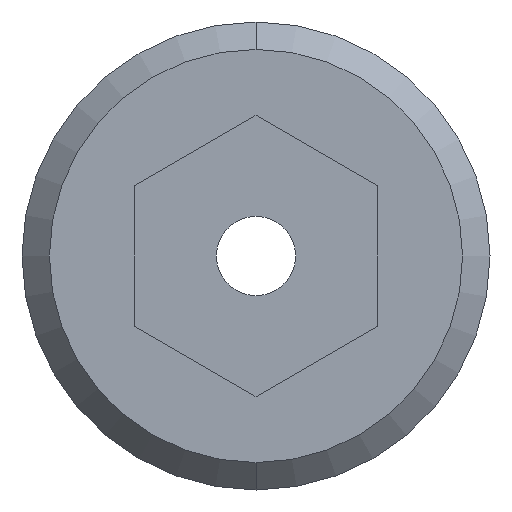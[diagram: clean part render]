
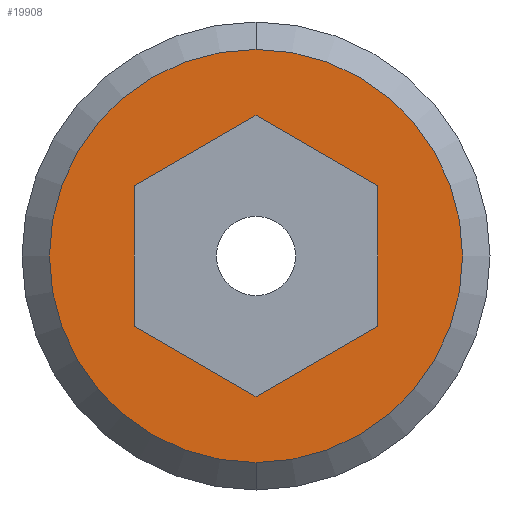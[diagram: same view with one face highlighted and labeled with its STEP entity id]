
A CAD part, left-side view. The second image highlights one B-rep face of the part: STEP entity #19908.
In plain terms, the highlighted planar face has unit normal (-1, 0, 0).
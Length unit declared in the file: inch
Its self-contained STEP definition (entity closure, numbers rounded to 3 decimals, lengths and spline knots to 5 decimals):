
#9122=CARTESIAN_POINT('',(-0.188,0.,0.));
#9123=DIRECTION('',(-1.,0.,0.));
#9124=DIRECTION('',(0.,1.,0.));
#9125=AXIS2_PLACEMENT_3D('',#9122,#9123,#9124);
#9140=DIRECTION('',(0.,0.5,0.866));
#9141=VECTOR('',#9140,0.09238);
#9142=CARTESIAN_POINT('',(-0.188,0.04619,-0.08));
#9143=LINE('',#9142,#9141);
#9144=DIRECTION('',(0.,1.,0.));
#9145=VECTOR('',#9144,0.09238);
#9146=CARTESIAN_POINT('',(-0.188,-0.04619,-0.08));
#9147=LINE('',#9146,#9145);
#9148=DIRECTION('',(0.,0.5,-0.866));
#9149=VECTOR('',#9148,0.09238);
#9150=CARTESIAN_POINT('',(-0.188,-0.09238,0.));
#9151=LINE('',#9150,#9149);
#9152=DIRECTION('',(0.,-0.5,-0.866));
#9153=VECTOR('',#9152,0.09238);
#9154=CARTESIAN_POINT('',(-0.188,-0.04619,0.08));
#9155=LINE('',#9154,#9153);
#9156=DIRECTION('',(0.,-1.,0.));
#9157=VECTOR('',#9156,0.09238);
#9158=CARTESIAN_POINT('',(-0.188,0.04619,0.08));
#9159=LINE('',#9158,#9157);
#9160=DIRECTION('',(0.,-0.5,0.866));
#9161=VECTOR('',#9160,0.09238);
#9162=CARTESIAN_POINT('',(-0.188,0.09238,0.));
#9163=LINE('',#9162,#9161);
#9164=CARTESIAN_POINT('',(-0.188,0.,0.));
#9165=DIRECTION('',(1.,0.,0.));
#9166=DIRECTION('',(0.,1.,0.));
#9167=AXIS2_PLACEMENT_3D('',#9164,#9165,#9166);
#9544=CARTESIAN_POINT('',(-0.188,0.13575,0.));
#9545=CARTESIAN_POINT('',(-0.188,-0.13575,0.));
#9546=VERTEX_POINT('',#9544);
#9547=VERTEX_POINT('',#9545);
#9564=CARTESIAN_POINT('',(-0.188,0.04619,-0.08));
#9565=CARTESIAN_POINT('',(-0.188,0.09238,0.));
#9566=VERTEX_POINT('',#9564);
#9567=VERTEX_POINT('',#9565);
#9568=CARTESIAN_POINT('',(-0.188,-0.04619,-0.08));
#9569=VERTEX_POINT('',#9568);
#9570=CARTESIAN_POINT('',(-0.188,-0.09238,0.));
#9571=VERTEX_POINT('',#9570);
#9572=CARTESIAN_POINT('',(-0.188,-0.04619,0.08));
#9573=VERTEX_POINT('',#9572);
#9574=CARTESIAN_POINT('',(-0.188,0.04619,0.08));
#9575=VERTEX_POINT('',#9574);
#19884=CARTESIAN_POINT('',(-0.188,0.,0.));
#19885=DIRECTION('',(1.,0.,0.));
#19886=DIRECTION('',(0.,-1.,0.));
#19887=AXIS2_PLACEMENT_3D('',#19884,#19885,#19886);
#19888=PLANE('',#19887);
#19889=ORIENTED_EDGE('',*,*,#19874,.F.);
#19891=ORIENTED_EDGE('',*,*,#19890,.T.);
#19892=EDGE_LOOP('',(#19889,#19891));
#19893=FACE_OUTER_BOUND('',#19892,.F.);
#19895=ORIENTED_EDGE('',*,*,#19894,.F.);
#19897=ORIENTED_EDGE('',*,*,#19896,.F.);
#19899=ORIENTED_EDGE('',*,*,#19898,.F.);
#19901=ORIENTED_EDGE('',*,*,#19900,.F.);
#19903=ORIENTED_EDGE('',*,*,#19902,.F.);
#19905=ORIENTED_EDGE('',*,*,#19904,.F.);
#19906=EDGE_LOOP('',(#19895,#19897,#19899,#19901,#19903,#19905));
#19907=FACE_BOUND('',#19906,.F.);
#9126=CIRCLE('',#9125,0.13575);
#9168=CIRCLE('',#9167,0.13575);
#19874=EDGE_CURVE('',#9546,#9547,#9126,.T.);
#19890=EDGE_CURVE('',#9546,#9547,#9168,.T.);
#19894=EDGE_CURVE('',#9566,#9567,#9143,.T.);
#19896=EDGE_CURVE('',#9569,#9566,#9147,.T.);
#19898=EDGE_CURVE('',#9571,#9569,#9151,.T.);
#19900=EDGE_CURVE('',#9573,#9571,#9155,.T.);
#19902=EDGE_CURVE('',#9575,#9573,#9159,.T.);
#19904=EDGE_CURVE('',#9567,#9575,#9163,.T.);
#19908=ADVANCED_FACE('',(#19893,#19907),#19888,.F.);
